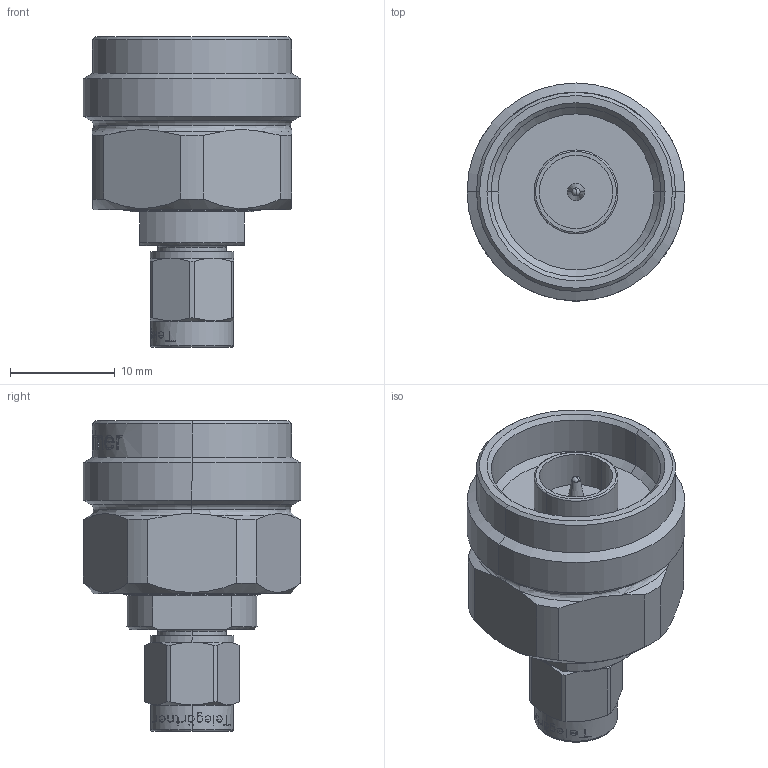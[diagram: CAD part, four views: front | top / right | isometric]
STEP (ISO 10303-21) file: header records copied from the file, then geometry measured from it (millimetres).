
FILE_DESCRIPTION (( 'STEP AP214' ), '1' );
FILE_NAME ('J01027T0019.STEP', '2018-11-19T12:06:32', ( '' ), ( '' ), 'SwSTEP 2.0', 'SolidWorks 2017', '' );
FILE_SCHEMA (( 'AUTOMOTIVE_DESIGN' ));
Length unit declared in the file: millimetre
Products named in the file (1): J01027T0019
Bounding box: 20.8 x 20.8 x 29.65 mm (x, y, z)
Volume: 4909.6 mm3; surface area: 2643.5 mm2
Topology: 1 solids, 2 shells, 577 faces, 1534 edges, 1006 vertices
Faces by surface type: plane 359, cylinder 86, bspline 78, cone 38, torus 12, sphere 4
Entity records: 27181 total; most frequent: CARTESIAN_POINT 7844, ORIENTED_EDGE 3064, DIRECTION 2320, EDGE_CURVE 1532, VERTEX_POINT 1006, AXIS2_PLACEMENT_3D 830, VECTOR 660, LINE 660
